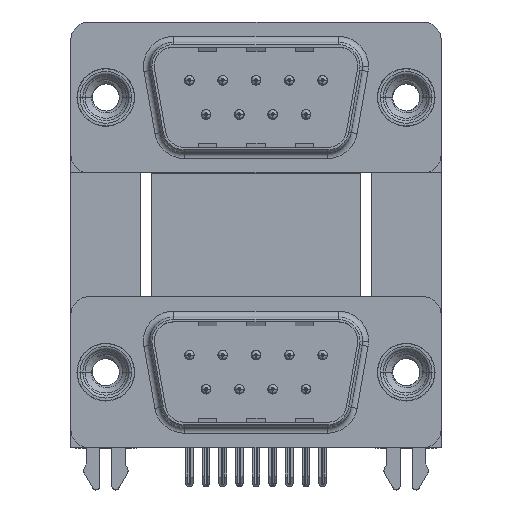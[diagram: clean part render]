
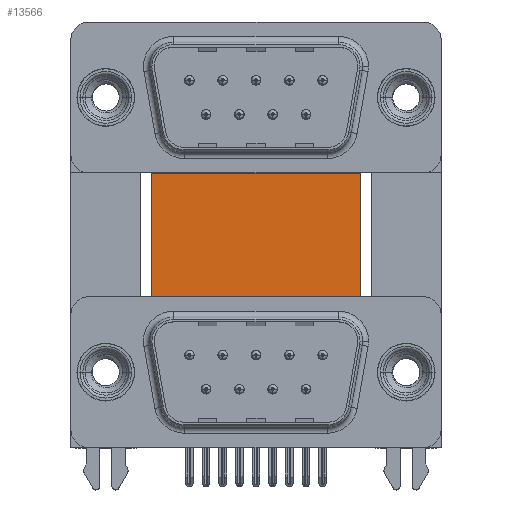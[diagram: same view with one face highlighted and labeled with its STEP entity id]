
A CAD part, top view. The second image highlights one B-rep face of the part: STEP entity #13566.
In plain terms, the highlighted planar face has unit normal (0, 0, 1).
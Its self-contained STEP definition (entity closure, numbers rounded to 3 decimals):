
#202 = EDGE_LOOP ( 'NONE', ( #3732, #21679, #10435, #10464, #12434, #24957, #21353, #25262, #14159, #16135 ) ) ;
#254 = CARTESIAN_POINT ( 'NONE',  ( 2.4, -4.635, -12. ) ) ;
#897 = LINE ( 'NONE', #5326, #17195 ) ;
#1565 = VERTEX_POINT ( 'NONE', #2312 ) ;
#1614 = LINE ( 'NONE', #10773, #27499 ) ;
#2312 = CARTESIAN_POINT ( 'NONE',  ( 21.2, -0.735, -12. ) ) ;
#3466 = DIRECTION ( 'NONE',  ( 0., -1., 0. ) ) ;
#3732 = ORIENTED_EDGE ( 'NONE', *, *, #26217, .T. ) ;
#4030 = DIRECTION ( 'NONE',  ( 0., 1., 0. ) ) ;
#4320 = VECTOR ( 'NONE', #10084, 1000. ) ;
#4413 = FACE_OUTER_BOUND ( 'NONE', #202, .T. ) ;
#5326 = CARTESIAN_POINT ( 'NONE',  ( 2.4, -4.635, -12. ) ) ;
#5333 = EDGE_CURVE ( 'NONE', #12747, #24147, #7663, .T. ) ;
#5601 = LINE ( 'NONE', #11621, #14191 ) ;
#5630 = VERTEX_POINT ( 'NONE', #11646 ) ;
#6396 = VERTEX_POINT ( 'NONE', #10103 ) ;
#6507 = DIRECTION ( 'NONE',  ( 1., 0., 0. ) ) ;
#6601 = LINE ( 'NONE', #15167, #16758 ) ;
#7357 = VECTOR ( 'NONE', #23274, 1000. ) ;
#7467 = VERTEX_POINT ( 'NONE', #9307 ) ;
#7663 = LINE ( 'NONE', #16382, #19793 ) ;
#7902 = VERTEX_POINT ( 'NONE', #17535 ) ;
#8778 = CARTESIAN_POINT ( 'NONE',  ( 21.2, 16.585, -12. ) ) ;
#9307 = CARTESIAN_POINT ( 'NONE',  ( 22.09, -4.635, -12. ) ) ;
#9621 = DIRECTION ( 'NONE',  ( -0.336, -0.942, 0. ) ) ;
#10008 = LINE ( 'NONE', #16293, #26464 ) ;
#10084 = DIRECTION ( 'NONE',  ( 1., 0., 0. ) ) ;
#10103 = CARTESIAN_POINT ( 'NONE',  ( 22.09, -3.735, -12. ) ) ;
#10435 = ORIENTED_EDGE ( 'NONE', *, *, #27678, .T. ) ;
#10464 = ORIENTED_EDGE ( 'NONE', *, *, #22725, .T. ) ;
#10773 = CARTESIAN_POINT ( 'NONE',  ( 22.59, -4.635, -12. ) ) ;
#10850 = PLANE ( 'NONE',  #15837 ) ;
#11621 = CARTESIAN_POINT ( 'NONE',  ( 21.2, 16.585, -12. ) ) ;
#11646 = CARTESIAN_POINT ( 'NONE',  ( 3.79, -0.735, -12. ) ) ;
#11919 = EDGE_CURVE ( 'NONE', #23323, #7902, #6601, .T. ) ;
#12434 = ORIENTED_EDGE ( 'NONE', *, *, #22917, .F. ) ;
#12747 = VERTEX_POINT ( 'NONE', #23113 ) ;
#12854 = EDGE_CURVE ( 'NONE', #5630, #13617, #897, .T. ) ;
#13135 = CARTESIAN_POINT ( 'NONE',  ( 3.79, 16.585, -12. ) ) ;
#13566 = ADVANCED_FACE ( 'NONE', ( #4413 ), #10850, .F. ) ;
#13617 = VERTEX_POINT ( 'NONE', #254 ) ;
#14159 = ORIENTED_EDGE ( 'NONE', *, *, #14333, .T. ) ;
#14191 = VECTOR ( 'NONE', #23107, 1000. ) ;
#14227 = LINE ( 'NONE', #18542, #4320 ) ;
#14333 = EDGE_CURVE ( 'NONE', #13617, #23323, #10008, .T. ) ;
#14639 = CARTESIAN_POINT ( 'NONE',  ( 3.79, 16.585, -12. ) ) ;
#15167 = CARTESIAN_POINT ( 'NONE',  ( 2.9, -3.735, -12. ) ) ;
#15837 = AXIS2_PLACEMENT_3D ( 'NONE', #13135, #17432, #17716 ) ;
#16135 = ORIENTED_EDGE ( 'NONE', *, *, #11919, .T. ) ;
#16293 = CARTESIAN_POINT ( 'NONE',  ( 2.9, -4.635, -12. ) ) ;
#16382 = CARTESIAN_POINT ( 'NONE',  ( 3.79, 16.585, -12. ) ) ;
#16758 = VECTOR ( 'NONE', #4030, 1000. ) ;
#17104 = VECTOR ( 'NONE', #6507, 1000. ) ;
#17195 = VECTOR ( 'NONE', #9621, 1000. ) ;
#17369 = LINE ( 'NONE', #26147, #17104 ) ;
#17432 = DIRECTION ( 'NONE',  ( 0., 0., -1. ) ) ;
#17535 = CARTESIAN_POINT ( 'NONE',  ( 2.9, -3.735, -12. ) ) ;
#17716 = DIRECTION ( 'NONE',  ( -1., 0., 0. ) ) ;
#18501 = LINE ( 'NONE', #27401, #25220 ) ;
#18542 = CARTESIAN_POINT ( 'NONE',  ( 3.79, -3.735, -12. ) ) ;
#19793 = VECTOR ( 'NONE', #25164, 1000. ) ;
#21353 = ORIENTED_EDGE ( 'NONE', *, *, #22716, .T. ) ;
#21679 = ORIENTED_EDGE ( 'NONE', *, *, #22986, .T. ) ;
#22716 = EDGE_CURVE ( 'NONE', #12747, #5630, #27859, .T. ) ;
#22725 = EDGE_CURVE ( 'NONE', #26044, #1565, #1614, .T. ) ;
#22917 = EDGE_CURVE ( 'NONE', #24147, #1565, #5601, .T. ) ;
#22986 = EDGE_CURVE ( 'NONE', #6396, #7467, #18501, .T. ) ;
#23107 = DIRECTION ( 'NONE',  ( 0., -1., 0. ) ) ;
#23113 = CARTESIAN_POINT ( 'NONE',  ( 3.79, 16.585, -12. ) ) ;
#23274 = DIRECTION ( 'NONE',  ( 0., -1., 0. ) ) ;
#23323 = VERTEX_POINT ( 'NONE', #24755 ) ;
#24147 = VERTEX_POINT ( 'NONE', #8778 ) ;
#24755 = CARTESIAN_POINT ( 'NONE',  ( 2.9, -4.635, -12. ) ) ;
#24957 = ORIENTED_EDGE ( 'NONE', *, *, #5333, .F. ) ;
#25078 = DIRECTION ( 'NONE',  ( 1., 0., 0. ) ) ;
#25164 = DIRECTION ( 'NONE',  ( 1., 0., 0. ) ) ;
#25220 = VECTOR ( 'NONE', #3466, 1000. ) ;
#25262 = ORIENTED_EDGE ( 'NONE', *, *, #12854, .T. ) ;
#25840 = DIRECTION ( 'NONE',  ( -0.336, 0.942, 0. ) ) ;
#26044 = VERTEX_POINT ( 'NONE', #28353 ) ;
#26147 = CARTESIAN_POINT ( 'NONE',  ( 22.09, -4.635, -12. ) ) ;
#26217 = EDGE_CURVE ( 'NONE', #7902, #6396, #14227, .T. ) ;
#26464 = VECTOR ( 'NONE', #25078, 1000. ) ;
#27401 = CARTESIAN_POINT ( 'NONE',  ( 22.09, -3.735, -12. ) ) ;
#27499 = VECTOR ( 'NONE', #25840, 1000. ) ;
#27678 = EDGE_CURVE ( 'NONE', #7467, #26044, #17369, .T. ) ;
#27859 = LINE ( 'NONE', #14639, #7357 ) ;
#28353 = CARTESIAN_POINT ( 'NONE',  ( 22.59, -4.635, -12. ) ) ;
